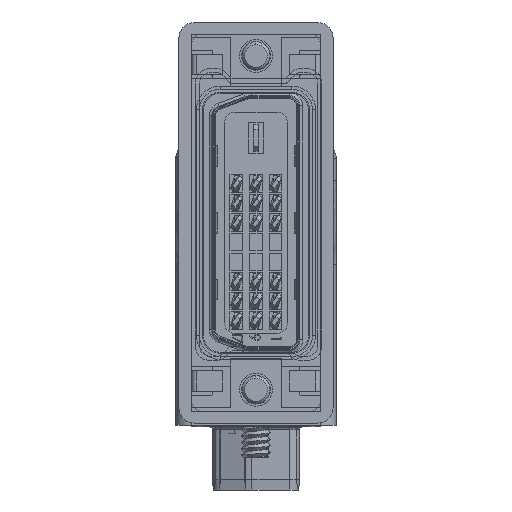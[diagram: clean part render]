
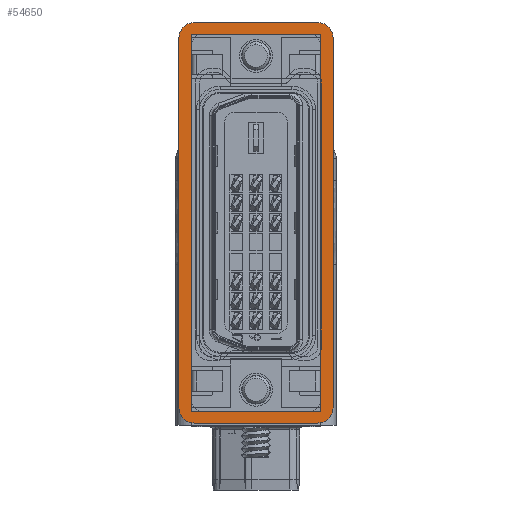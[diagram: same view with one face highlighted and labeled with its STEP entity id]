
A CAD part, left-side view. The second image highlights one B-rep face of the part: STEP entity #54650.
In plain terms, the highlighted face is planar.
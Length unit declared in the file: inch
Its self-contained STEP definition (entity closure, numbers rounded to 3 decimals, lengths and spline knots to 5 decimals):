
#5059 = EDGE_LOOP ( 'NONE', ( #43984, #43987, #43990, #43993 ) ) ;
#5063 = EDGE_LOOP ( 'NONE', ( #43996, #43999, #44002, #44005, #44007, #44010, #44013, #44016 ) ) ;
#8306 = CARTESIAN_POINT ( 'NONE',  ( 0.76772, -0.29528, 0. ) ) ;
#8317 = DIRECTION ( 'NONE',  ( 1., 0., 0. ) ) ;
#8399 = DIRECTION ( 'NONE',  ( 0., 1., 0. ) ) ;
#8400 = CARTESIAN_POINT ( 'NONE',  ( 0.76772, 0.29528, 0. ) ) ;
#8468 = DIRECTION ( 'NONE',  ( -1., 0., 0. ) ) ;
#8469 = CARTESIAN_POINT ( 'NONE',  ( 0.76772, 0.29528, 0. ) ) ;
#8523 = DIRECTION ( 'NONE',  ( 0., -1., 0. ) ) ;
#8524 = CARTESIAN_POINT ( 'NONE',  ( -0.76772, 0.29528, 0. ) ) ;
#8533 = CARTESIAN_POINT ( 'NONE',  ( 0.72244, -0.24803, 0. ) ) ;
#8534 = DIRECTION ( 'NONE',  ( 0., -1., 0. ) ) ;
#8535 = CARTESIAN_POINT ( 'NONE',  ( -0.72244, -0.24803, 0. ) ) ;
#8536 = DIRECTION ( 'NONE',  ( 1., 0., 0. ) ) ;
#8537 = DIRECTION ( 'NONE',  ( 0., 1., 0. ) ) ;
#8538 = CARTESIAN_POINT ( 'NONE',  ( 0.27559, 0.24803, 0. ) ) ;
#8539 = DIRECTION ( 'NONE',  ( -1., 0., 0. ) ) ;
#8540 = CARTESIAN_POINT ( 'NONE',  ( 0.27559, -0.24803, 0. ) ) ;
#8542 = CARTESIAN_POINT ( 'NONE',  ( 0.70866, 0.23622, 0. ) ) ;
#8543 = DIRECTION ( 'NONE',  ( 0., 0., -1. ) ) ;
#8544 = DIRECTION ( 'NONE',  ( -1., 0., 0. ) ) ;
#8545 = CARTESIAN_POINT ( 'NONE',  ( 0.70866, -0.23622, 0. ) ) ;
#8546 = DIRECTION ( 'NONE',  ( 0., 0., -1. ) ) ;
#8547 = DIRECTION ( 'NONE',  ( -1., 0., 0. ) ) ;
#8549 = CARTESIAN_POINT ( 'NONE',  ( -0.70866, -0.23622, 0. ) ) ;
#8550 = DIRECTION ( 'NONE',  ( 0., 0., -1. ) ) ;
#8551 = DIRECTION ( 'NONE',  ( -1., 0., 0. ) ) ;
#8553 = CARTESIAN_POINT ( 'NONE',  ( -0.70866, 0.23622, 0. ) ) ;
#8554 = DIRECTION ( 'NONE',  ( 0., 0., -1. ) ) ;
#8555 = DIRECTION ( 'NONE',  ( -1., 0., 0. ) ) ;
#13684 = AXIS2_PLACEMENT_3D ( 'NONE', #8542, #8543, #8544 ) ;
#13687 = AXIS2_PLACEMENT_3D ( 'NONE', #8545, #8546, #8547 ) ;
#13689 = AXIS2_PLACEMENT_3D ( 'NONE', #8549, #8550, #8551 ) ;
#13691 = AXIS2_PLACEMENT_3D ( 'NONE', #8553, #8554, #8555 ) ;
#14235 = AXIS2_PLACEMENT_3D ( 'NONE', #52326, #52319, #52337 ) ;
#16276 = LINE ( 'NONE', #8306, #16281 ) ;
#16281 = VECTOR ( 'NONE', #8317, 39.37008 ) ;
#16338 = LINE ( 'NONE', #8400, #16341 ) ;
#16341 = VECTOR ( 'NONE', #8399, 39.37008 ) ;
#16400 = LINE ( 'NONE', #8469, #16403 ) ;
#16403 = VECTOR ( 'NONE', #8468, 39.37008 ) ;
#16441 = LINE ( 'NONE', #8524, #16444 ) ;
#16444 = VECTOR ( 'NONE', #8523, 39.37008 ) ;
#16451 = LINE ( 'NONE', #8533, #16454 ) ;
#16453 = LINE ( 'NONE', #8538, #16456 ) ;
#16454 = VECTOR ( 'NONE', #8534, 39.37008 ) ;
#16455 = LINE ( 'NONE', #8535, #16458 ) ;
#16456 = VECTOR ( 'NONE', #8536, 39.37008 ) ;
#16457 = LINE ( 'NONE', #8540, #16460 ) ;
#16458 = VECTOR ( 'NONE', #8537, 39.37008 ) ;
#16459 = CIRCLE ( 'NONE', #13684, 0.05906 ) ;
#16460 = VECTOR ( 'NONE', #8539, 39.37008 ) ;
#16461 = CIRCLE ( 'NONE', #13687, 0.05906 ) ;
#16462 = CIRCLE ( 'NONE', #13689, 0.05906 ) ;
#16463 = CIRCLE ( 'NONE', #13691, 0.05906 ) ;
#28700 = FACE_BOUND ( 'NONE', #5059, .T. ) ;
#28702 = FACE_OUTER_BOUND ( 'NONE', #5063, .T. ) ;
#35563 = CARTESIAN_POINT ( 'NONE',  ( -0.70866, -0.29528, 0. ) ) ;
#35564 = CARTESIAN_POINT ( 'NONE',  ( 0.70866, -0.29528, 0. ) ) ;
#35573 = CARTESIAN_POINT ( 'NONE',  ( 0.76772, -0.23622, 0. ) ) ;
#35593 = CARTESIAN_POINT ( 'NONE',  ( 0.76772, 0.23622, 0. ) ) ;
#35626 = CARTESIAN_POINT ( 'NONE',  ( 0.70866, 0.29528, 0. ) ) ;
#35627 = CARTESIAN_POINT ( 'NONE',  ( -0.70866, 0.29528, 0. ) ) ;
#35629 = CARTESIAN_POINT ( 'NONE',  ( 0.72244, -0.24803, 0. ) ) ;
#35642 = CARTESIAN_POINT ( 'NONE',  ( -0.72244, 0.24803, 0. ) ) ;
#35643 = CARTESIAN_POINT ( 'NONE',  ( -0.76772, 0.23622, 0. ) ) ;
#35644 = CARTESIAN_POINT ( 'NONE',  ( -0.76772, -0.23622, 0. ) ) ;
#35647 = CARTESIAN_POINT ( 'NONE',  ( 0.72244, 0.24803, 0. ) ) ;
#35648 = CARTESIAN_POINT ( 'NONE',  ( -0.72244, -0.24803, 0. ) ) ;
#41567 = EDGE_CURVE ( 'NONE', #56377, #56378, #16276, .T. ) ;
#43778 = EDGE_CURVE ( 'NONE', #56387, #56407, #16338, .T. ) ;
#43886 = EDGE_CURVE ( 'NONE', #56440, #56441, #16400, .T. ) ;
#43965 = EDGE_CURVE ( 'NONE', #56457, #56458, #16441, .T. ) ;
#43981 = EDGE_CURVE ( 'NONE', #56461, #56443, #16451, .T. ) ;
#43985 = EDGE_CURVE ( 'NONE', #56456, #56461, #16453, .T. ) ;
#43984 = ORIENTED_EDGE ( 'NONE', *, *, #43981, .F. ) ;
#43987 = ORIENTED_EDGE ( 'NONE', *, *, #43985, .F. ) ;
#43988 = EDGE_CURVE ( 'NONE', #56462, #56456, #16455, .T. ) ;
#43990 = ORIENTED_EDGE ( 'NONE', *, *, #43988, .F. ) ;
#43991 = EDGE_CURVE ( 'NONE', #56443, #56462, #16457, .T. ) ;
#43993 = ORIENTED_EDGE ( 'NONE', *, *, #43991, .F. ) ;
#43994 = EDGE_CURVE ( 'NONE', #56440, #56407, #16459, .T. ) ;
#43996 = ORIENTED_EDGE ( 'NONE', *, *, #43886, .F. ) ;
#43997 = EDGE_CURVE ( 'NONE', #56387, #56378, #16461, .T. ) ;
#43999 = ORIENTED_EDGE ( 'NONE', *, *, #43994, .T. ) ;
#44001 = EDGE_CURVE ( 'NONE', #56377, #56458, #16462, .T. ) ;
#44002 = ORIENTED_EDGE ( 'NONE', *, *, #43778, .F. ) ;
#44004 = EDGE_CURVE ( 'NONE', #56457, #56441, #16463, .T. ) ;
#44005 = ORIENTED_EDGE ( 'NONE', *, *, #43997, .T. ) ;
#44007 = ORIENTED_EDGE ( 'NONE', *, *, #41567, .F. ) ;
#44010 = ORIENTED_EDGE ( 'NONE', *, *, #44001, .T. ) ;
#44013 = ORIENTED_EDGE ( 'NONE', *, *, #43965, .F. ) ;
#44016 = ORIENTED_EDGE ( 'NONE', *, *, #44004, .T. ) ;
#52319 = DIRECTION ( 'NONE',  ( 0., 0., -1. ) ) ;
#52326 = CARTESIAN_POINT ( 'NONE',  ( 0.76772, -0.29528, 0. ) ) ;
#52332 = PLANE ( 'NONE',  #14235 ) ;
#52337 = DIRECTION ( 'NONE',  ( -1., 0., 0. ) ) ;
#54650 = ADVANCED_FACE ( 'NONE', ( #28700, #28702 ), #52332, .T. ) ;
#56377 = VERTEX_POINT ( 'NONE', #35563 ) ;
#56378 = VERTEX_POINT ( 'NONE', #35564 ) ;
#56387 = VERTEX_POINT ( 'NONE', #35573 ) ;
#56407 = VERTEX_POINT ( 'NONE', #35593 ) ;
#56440 = VERTEX_POINT ( 'NONE', #35626 ) ;
#56441 = VERTEX_POINT ( 'NONE', #35627 ) ;
#56443 = VERTEX_POINT ( 'NONE', #35629 ) ;
#56456 = VERTEX_POINT ( 'NONE', #35642 ) ;
#56457 = VERTEX_POINT ( 'NONE', #35643 ) ;
#56458 = VERTEX_POINT ( 'NONE', #35644 ) ;
#56461 = VERTEX_POINT ( 'NONE', #35647 ) ;
#56462 = VERTEX_POINT ( 'NONE', #35648 ) ;
